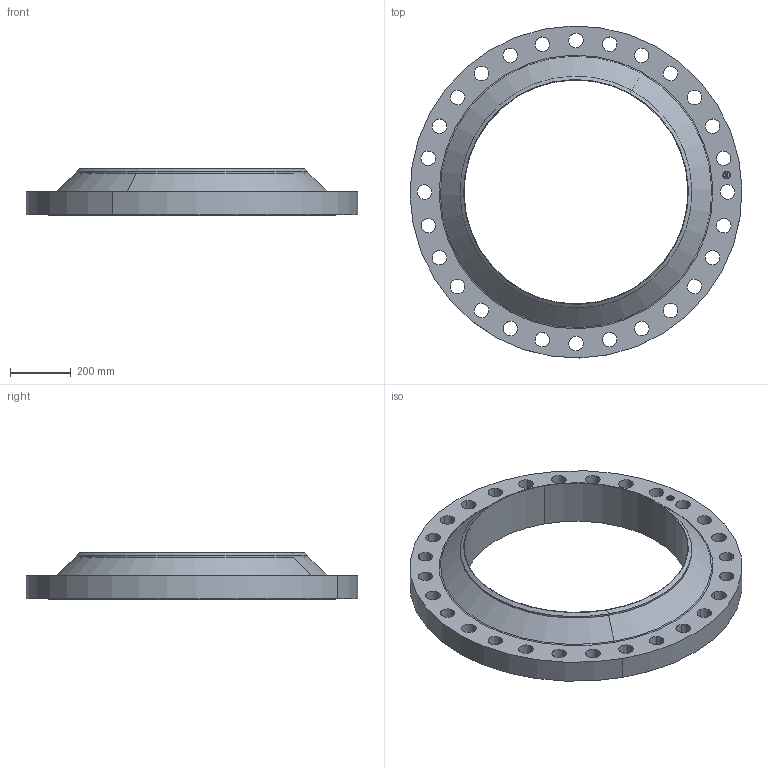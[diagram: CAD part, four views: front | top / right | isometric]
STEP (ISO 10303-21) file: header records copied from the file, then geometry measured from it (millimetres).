
FILE_DESCRIPTION(('CATIA V5 STEP Exchange'),'2;1');
FILE_NAME('30-250-RF-WN-20-B16.1-FLANGE.stp','2013-09-11T07:34:35+00:00',('none'),('none'),'CATIA Version 5 Release 20 SP 6 (IN-10)','CATIA V5 STEP AP203','none');
FILE_SCHEMA(('CONFIG_CONTROL_DESIGN'));
Length unit declared in the file: millimetre
Products named in the file (1): 30-250-RF-WN-20-B16.1-FLANGE
Bounding box: 1091.9 x 1091.9 x 153.99 mm (x, y, z)
Volume: 42911744.2 mm3; surface area: 1947352 mm2
Topology: 1 solids, 1 shells, 459 faces, 1308 edges, 870 vertices
Faces by surface type: plane 369, cylinder 84, cone 4, torus 2
Entity records: 14427 total; most frequent: ORIENTED_EDGE 2616, CARTESIAN_POINT 2569, DIRECTION 2088, EDGE_CURVE 1308, VECTOR 1132, LINE 1132, VERTEX_POINT 870, AXIS2_PLACEMENT_3D 567
